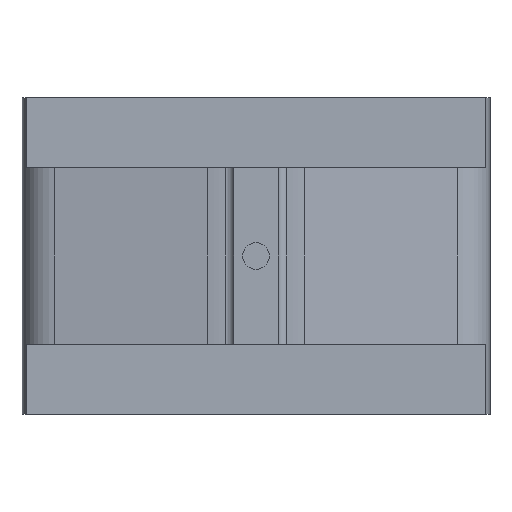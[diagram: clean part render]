
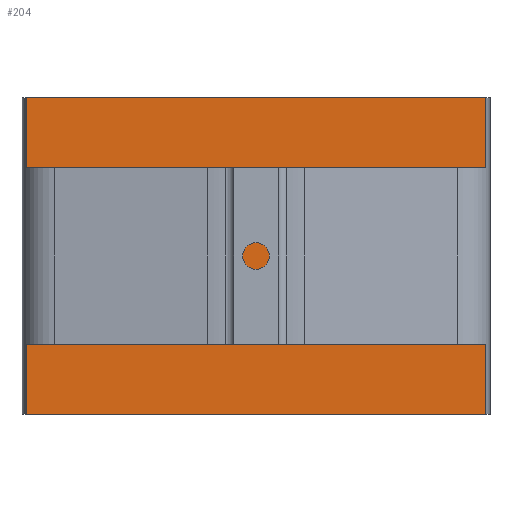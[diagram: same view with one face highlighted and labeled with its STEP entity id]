
A CAD part, front view. The second image highlights one B-rep face of the part: STEP entity #204.
In plain terms, the highlighted planar face has unit normal (0, -1, 0).
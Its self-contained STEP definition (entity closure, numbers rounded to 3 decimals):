
#5 = VERTEX_POINT ( 'NONE', #576 ) ;
#65 = VERTEX_POINT ( 'NONE', #558 ) ;
#72 = EDGE_CURVE ( 'NONE', #5, #529, #914, .T. ) ;
#79 = VERTEX_POINT ( 'NONE', #900 ) ;
#90 = EDGE_CURVE ( 'NONE', #357, #79, #909, .T. ) ;
#127 = VERTEX_POINT ( 'NONE', #801 ) ;
#128 = EDGE_CURVE ( 'NONE', #383, #127, #826, .T. ) ;
#178 = VERTEX_POINT ( 'NONE', #893 ) ;
#194 = EDGE_CURVE ( 'NONE', #178, #5, #1094, .T. ) ;
#196 = ORIENTED_EDGE ( 'NONE', *, *, #90, .F. ) ;
#198 = ORIENTED_EDGE ( 'NONE', *, *, #72, .F. ) ;
#204 = ADVANCED_FACE ( 'NONE', ( #1014 ), #1109, .F. ) ;
#205 = ORIENTED_EDGE ( 'NONE', *, *, #194, .F. ) ;
#206 = ORIENTED_EDGE ( 'NONE', *, *, #341, .T. ) ;
#208 = ORIENTED_EDGE ( 'NONE', *, *, #213, .T. ) ;
#209 = ORIENTED_EDGE ( 'NONE', *, *, #276, .T. ) ;
#210 = ORIENTED_EDGE ( 'NONE', *, *, #227, .F. ) ;
#213 = EDGE_CURVE ( 'NONE', #178, #65, #959, .T. ) ;
#227 = EDGE_CURVE ( 'NONE', #230, #65, #1108, .T. ) ;
#230 = VERTEX_POINT ( 'NONE', #1090 ) ;
#275 = ORIENTED_EDGE ( 'NONE', *, *, #643, .T. ) ;
#276 = EDGE_CURVE ( 'NONE', #127, #79, #1101, .T. ) ;
#277 = ORIENTED_EDGE ( 'NONE', *, *, #128, .T. ) ;
#278 = ORIENTED_EDGE ( 'NONE', *, *, #628, .T. ) ;
#280 = ORIENTED_EDGE ( 'NONE', *, *, #515, .T. ) ;
#295 = ORIENTED_EDGE ( 'NONE', *, *, #407, .F. ) ;
#296 = EDGE_LOOP ( 'NONE', ( #295, #198, #205, #208, #210, #275, #206, #277, #209, #196, #280, #278 ) ) ;
#341 = EDGE_CURVE ( 'NONE', #385, #383, #1068, .T. ) ;
#357 = VERTEX_POINT ( 'NONE', #1376 ) ;
#366 = VERTEX_POINT ( 'NONE', #1191 ) ;
#383 = VERTEX_POINT ( 'NONE', #1343 ) ;
#385 = VERTEX_POINT ( 'NONE', #1299 ) ;
#407 = EDGE_CURVE ( 'NONE', #529, #366, #1181, .T. ) ;
#497 = VERTEX_POINT ( 'NONE', #1577 ) ;
#515 = EDGE_CURVE ( 'NONE', #357, #497, #1383, .T. ) ;
#529 = VERTEX_POINT ( 'NONE', #1458 ) ;
#558 = CARTESIAN_POINT ( 'NONE',  ( -6.518, -1.25, 2.5 ) ) ;
#576 = CARTESIAN_POINT ( 'NONE',  ( 6.518, -1.25, 4.5 ) ) ;
#628 = EDGE_CURVE ( 'NONE', #497, #366, #1530, .T. ) ;
#643 = EDGE_CURVE ( 'NONE', #230, #385, #1567, .T. ) ;
#795 = VECTOR ( 'NONE', #942, 1000. ) ;
#801 = CARTESIAN_POINT ( 'NONE',  ( -6.518, -1.25, -4.5 ) ) ;
#817 = CARTESIAN_POINT ( 'NONE',  ( 6.518, -1.25, 4.5 ) ) ;
#826 = LINE ( 'NONE', #903, #873 ) ;
#862 = DIRECTION ( 'NONE',  ( 0., 0., -1. ) ) ;
#863 = VECTOR ( 'NONE', #862, 1000. ) ;
#864 = CARTESIAN_POINT ( 'NONE',  ( 6.518, -1.25, 4.5 ) ) ;
#873 = VECTOR ( 'NONE', #902, 1000. ) ;
#893 = CARTESIAN_POINT ( 'NONE',  ( -6.518, -1.25, 4.5 ) ) ;
#900 = CARTESIAN_POINT ( 'NONE',  ( 6.518, -1.25, -4.5 ) ) ;
#902 = DIRECTION ( 'NONE',  ( 0., 0., -1. ) ) ;
#903 = CARTESIAN_POINT ( 'NONE',  ( -6.518, -1.25, 4.5 ) ) ;
#909 = LINE ( 'NONE', #864, #863 ) ;
#914 = LINE ( 'NONE', #817, #795 ) ;
#942 = DIRECTION ( 'NONE',  ( 0., 0., -1. ) ) ;
#958 = CARTESIAN_POINT ( 'NONE',  ( -6.518, -1.25, 4.5 ) ) ;
#959 = LINE ( 'NONE', #958, #1023 ) ;
#989 = AXIS2_PLACEMENT_3D ( 'NONE', #1097, #1128, #1059 ) ;
#1012 = CARTESIAN_POINT ( 'NONE',  ( -6.518, -1.25, 4.5 ) ) ;
#1014 = FACE_OUTER_BOUND ( 'NONE', #296, .T. ) ;
#1022 = DIRECTION ( 'NONE',  ( 0., 0., -1. ) ) ;
#1023 = VECTOR ( 'NONE', #1022, 1000. ) ;
#1027 = DIRECTION ( 'NONE',  ( 1., 0., 0. ) ) ;
#1028 = CARTESIAN_POINT ( 'NONE',  ( -6.518, -1.25, -4.5 ) ) ;
#1059 = DIRECTION ( 'NONE',  ( 0., 0., 1. ) ) ;
#1064 = DIRECTION ( 'NONE',  ( -1., 0., 0. ) ) ;
#1065 = VECTOR ( 'NONE', #1064, 1000. ) ;
#1067 = CARTESIAN_POINT ( 'NONE',  ( 5.59, -1.25, -2.5 ) ) ;
#1068 = LINE ( 'NONE', #1067, #1065 ) ;
#1090 = CARTESIAN_POINT ( 'NONE',  ( -5.901, -1.25, 2.5 ) ) ;
#1094 = LINE ( 'NONE', #1012, #1152 ) ;
#1097 = CARTESIAN_POINT ( 'NONE',  ( -6.518, -1.25, 4.5 ) ) ;
#1101 = LINE ( 'NONE', #1028, #1127 ) ;
#1107 = CARTESIAN_POINT ( 'NONE',  ( 5.59, -1.25, 2.5 ) ) ;
#1108 = LINE ( 'NONE', #1107, #1154 ) ;
#1109 = PLANE ( 'NONE',  #989 ) ;
#1114 = DIRECTION ( 'NONE',  ( 1., 0., 0. ) ) ;
#1127 = VECTOR ( 'NONE', #1027, 1000. ) ;
#1128 = DIRECTION ( 'NONE',  ( 0., 1., 0. ) ) ;
#1152 = VECTOR ( 'NONE', #1114, 1000. ) ;
#1153 = DIRECTION ( 'NONE',  ( -1., 0., 0. ) ) ;
#1154 = VECTOR ( 'NONE', #1153, 1000. ) ;
#1166 = VECTOR ( 'NONE', #1278, 1000. ) ;
#1180 = CARTESIAN_POINT ( 'NONE',  ( 5.59, -1.25, 2.5 ) ) ;
#1181 = LINE ( 'NONE', #1180, #1166 ) ;
#1191 = CARTESIAN_POINT ( 'NONE',  ( 5.901, -1.25, 2.5 ) ) ;
#1278 = DIRECTION ( 'NONE',  ( -1., 0., 0. ) ) ;
#1299 = CARTESIAN_POINT ( 'NONE',  ( -5.901, -1.25, -2.5 ) ) ;
#1343 = CARTESIAN_POINT ( 'NONE',  ( -6.518, -1.25, -2.5 ) ) ;
#1376 = CARTESIAN_POINT ( 'NONE',  ( 6.518, -1.25, -2.5 ) ) ;
#1382 = CARTESIAN_POINT ( 'NONE',  ( 5.59, -1.25, -2.5 ) ) ;
#1383 = LINE ( 'NONE', #1382, #1385 ) ;
#1385 = VECTOR ( 'NONE', #1473, 1000. ) ;
#1458 = CARTESIAN_POINT ( 'NONE',  ( 6.518, -1.25, 2.5 ) ) ;
#1473 = DIRECTION ( 'NONE',  ( -1., 0., 0. ) ) ;
#1526 = DIRECTION ( 'NONE',  ( 0., 0., 1. ) ) ;
#1527 = VECTOR ( 'NONE', #1526, 1000. ) ;
#1528 = CARTESIAN_POINT ( 'NONE',  ( 5.901, -1.25, 2.5 ) ) ;
#1530 = LINE ( 'NONE', #1528, #1527 ) ;
#1561 = DIRECTION ( 'NONE',  ( 0., 0., -1. ) ) ;
#1564 = VECTOR ( 'NONE', #1561, 1000. ) ;
#1565 = CARTESIAN_POINT ( 'NONE',  ( -5.901, -1.25, 2.5 ) ) ;
#1567 = LINE ( 'NONE', #1565, #1564 ) ;
#1577 = CARTESIAN_POINT ( 'NONE',  ( 5.901, -1.25, -2.5 ) ) ;
